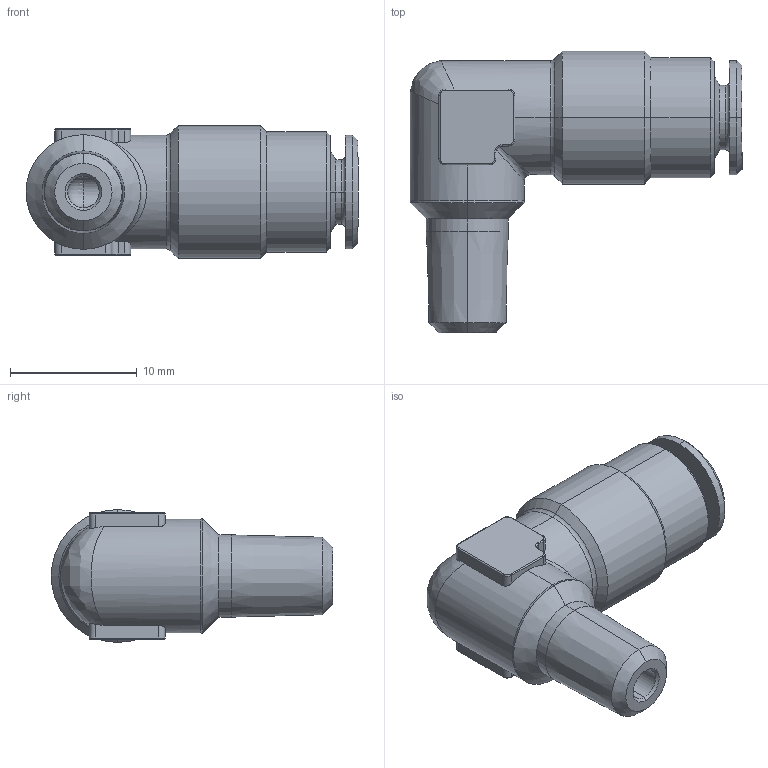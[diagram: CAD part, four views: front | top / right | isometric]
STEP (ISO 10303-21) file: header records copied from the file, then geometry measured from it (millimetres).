
FILE_DESCRIPTION (( 'STEP AP203' ), '1' );
FILE_NAME ('H0040110.STEP', '2010-06-21T13:13:13', ( '' ), ( 'sopra-pneumatic' ), 'SwSTEP 2.0', 'SolidWorks 2009', '' );
FILE_SCHEMA (( 'CONFIG_CONTROL_DESIGN' ));
Length unit declared in the file: millimetre
Products named in the file (1): H0040110
Bounding box: 26.23 x 22.25 x 10.5 mm (x, y, z)
Volume: 2005.6 mm3; surface area: 1626.7 mm2
Topology: 1 solids, 1 shells, 106 faces, 247 edges, 144 vertices
Faces by surface type: cylinder 44, cone 22, plane 19, torus 18, bspline 2, sphere 1
Entity records: 3698 total; most frequent: CARTESIAN_POINT 1187, DIRECTION 552, ORIENTED_EDGE 490, EDGE_CURVE 245, AXIS2_PLACEMENT_3D 227, VERTEX_POINT 144, CIRCLE 122, EDGE_LOOP 111
